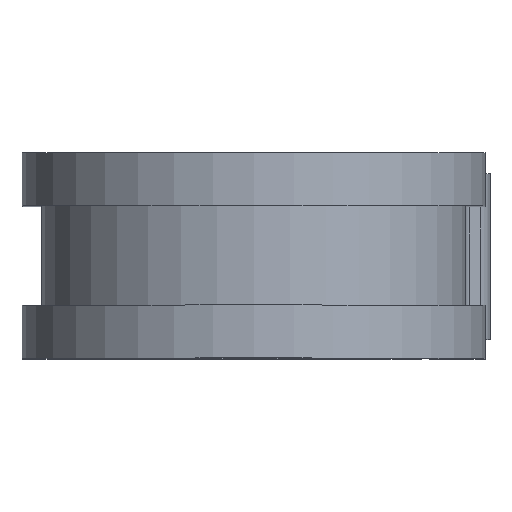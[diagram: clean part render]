
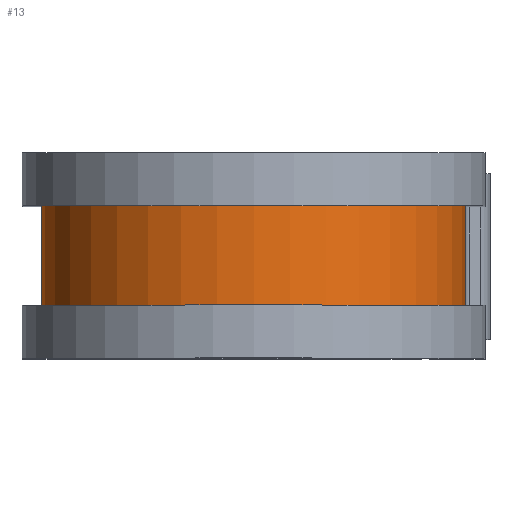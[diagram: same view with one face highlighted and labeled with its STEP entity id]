
A CAD part, top view. The second image highlights one B-rep face of the part: STEP entity #13.
In plain terms, the highlighted cylindrical face has radius 16.231 mm (diameter 32.461 mm), a partial arc.
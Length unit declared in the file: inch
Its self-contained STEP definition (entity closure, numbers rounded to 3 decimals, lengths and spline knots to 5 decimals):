
#13 = ADVANCED_FACE ( 'NONE', ( #44 ), #2015, .T. ) ;
#38 = CARTESIAN_POINT ( 'NONE',  ( 0., 0.15, 1.062 ) ) ;
#44 = FACE_OUTER_BOUND ( 'NONE', #683, .T. ) ;
#63 = EDGE_CURVE ( 'NONE', #1217, #445, #1644, .T. ) ;
#170 = DIRECTION ( 'NONE',  ( 0., -1., 0. ) ) ;
#190 = ORIENTED_EDGE ( 'NONE', *, *, #1082, .T. ) ;
#218 = DIRECTION ( 'NONE',  ( 0., 0., -1. ) ) ;
#250 = VECTOR ( 'NONE', #1978, 39.37008 ) ;
#269 = LINE ( 'NONE', #981, #250 ) ;
#340 = CARTESIAN_POINT ( 'NONE',  ( 0.639, -0.15, 1.062 ) ) ;
#379 = AXIS2_PLACEMENT_3D ( 'NONE', #1908, #1798, #1772 ) ;
#437 = VERTEX_POINT ( 'NONE', #2025 ) ;
#445 = VERTEX_POINT ( 'NONE', #1564 ) ;
#515 = DIRECTION ( 'NONE',  ( 0., 0., -1. ) ) ;
#683 = EDGE_LOOP ( 'NONE', ( #1752, #1255, #190, #874 ) ) ;
#738 = VERTEX_POINT ( 'NONE', #2082 ) ;
#780 = CIRCLE ( 'NONE', #1990, 0.639 ) ;
#839 = CARTESIAN_POINT ( 'NONE',  ( 0., 0.25, 1.062 ) ) ;
#874 = ORIENTED_EDGE ( 'NONE', *, *, #63, .F. ) ;
#981 = CARTESIAN_POINT ( 'NONE',  ( -0.639, 0.25, 1.062 ) ) ;
#1082 = EDGE_CURVE ( 'NONE', #738, #445, #269, .T. ) ;
#1156 = EDGE_CURVE ( 'NONE', #437, #1217, #2117, .T. ) ;
#1217 = VERTEX_POINT ( 'NONE', #340 ) ;
#1221 = AXIS2_PLACEMENT_3D ( 'NONE', #839, #170, #515 ) ;
#1247 = DIRECTION ( 'NONE',  ( 0., -1., 0. ) ) ;
#1255 = ORIENTED_EDGE ( 'NONE', *, *, #1619, .T. ) ;
#1328 = CARTESIAN_POINT ( 'NONE',  ( 0.639, 0.25, 1.062 ) ) ;
#1520 = DIRECTION ( 'NONE',  ( 0., -1., 0. ) ) ;
#1564 = CARTESIAN_POINT ( 'NONE',  ( -0.639, -0.15, 1.062 ) ) ;
#1619 = EDGE_CURVE ( 'NONE', #437, #738, #780, .T. ) ;
#1644 = CIRCLE ( 'NONE', #379, 0.639 ) ;
#1752 = ORIENTED_EDGE ( 'NONE', *, *, #1156, .F. ) ;
#1772 = DIRECTION ( 'NONE',  ( 0., 0., -1. ) ) ;
#1798 = DIRECTION ( 'NONE',  ( 0., -1., 0. ) ) ;
#1908 = CARTESIAN_POINT ( 'NONE',  ( 0., -0.15, 1.062 ) ) ;
#1978 = DIRECTION ( 'NONE',  ( 0., -1., 0. ) ) ;
#1990 = AXIS2_PLACEMENT_3D ( 'NONE', #38, #1247, #218 ) ;
#2015 = CYLINDRICAL_SURFACE ( 'NONE', #1221, 0.639 ) ;
#2025 = CARTESIAN_POINT ( 'NONE',  ( 0.639, 0.15, 1.062 ) ) ;
#2082 = CARTESIAN_POINT ( 'NONE',  ( -0.639, 0.15, 1.062 ) ) ;
#2117 = LINE ( 'NONE', #1328, #2137 ) ;
#2137 = VECTOR ( 'NONE', #1520, 39.37008 ) ;
